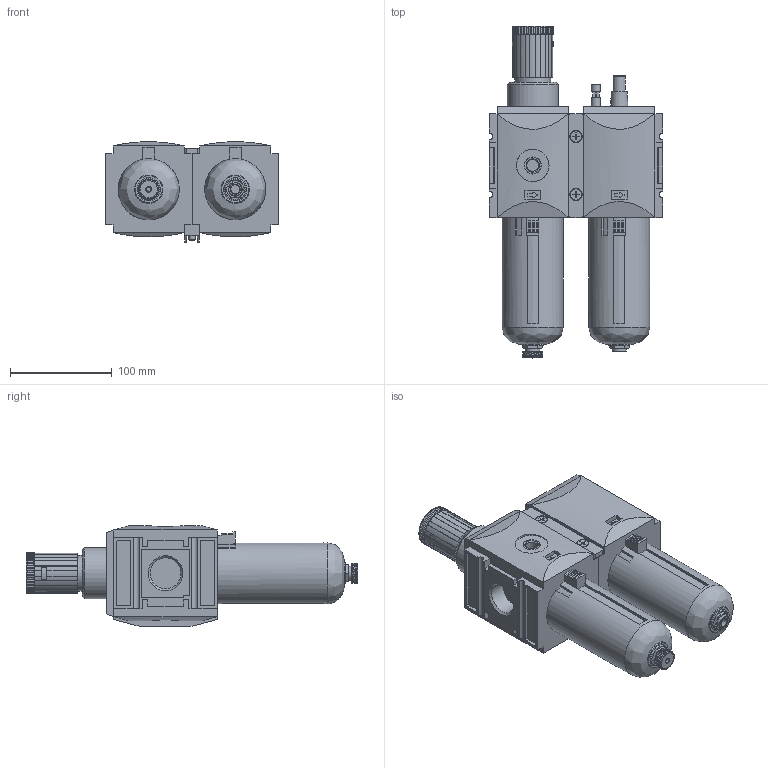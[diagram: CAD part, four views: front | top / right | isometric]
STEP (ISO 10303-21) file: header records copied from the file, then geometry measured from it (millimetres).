
FILE_DESCRIPTION( ( 'STEP AP214' ), ' ' );
FILE_NAME( '92804.GG30.stp', '2016-12-05T11:30:22', ( '' ), ( '' ), ' ', 'PARTsolutions', ' ' );
FILE_SCHEMA( ( 'AUTOMOTIVE_DESIGN { 1 0 10303 214 1 1 1 1 }' ) );
Length unit declared in the file: millimetre
Products named in the file (10): 92804.GG30; _FU 6111G 1000-1; _FU 6111-3; _FU 6111_0; _FU 6202G 1000-1; _FU 6202_0; _KP 300-1; _KP 300-3; _KP 300-2; _KP 300-4
Assembly tree (10 placements, depth 2):
  92804.GG30
    _FU 6111G 1000-1
    _FU 6111-3
    _FU 6111_0
    _FU 6202G 1000-1
    _FU 6202_0
    _KP 300-1
    _KP 300-3  x2
    _KP 300-2
    _KP 300-4
Bounding box: 170 x 326 x 98.64 mm (x, y, z)
Volume: 2300033.7 mm3; surface area: 227960.9 mm2
Topology: 10 solids, 10 shells, 1060 faces, 2758 edges, 1788 vertices
Faces by surface type: plane 613, cylinder 336, torus 62, cone 47, bspline 2
Full cylindrical faces by diameter (mm): 4 x2, 5.387 x2, 6 x2, 6.4 x2, 6.5 x4, 8 x1, 8.566 x2, 9 x2, 11.3 x2, 11.445 x1, 14 x2, 16.5 x2, 16.8 x2, 20 x1, 22 x2, 23 x2, 27 x2, 30.291 x4, 32 x2, 35 x1, 37 x2, 42 x2, 50 x1, 60 x2
Entity records: 41016 total; most frequent: CARTESIAN_POINT 7569, ORIENTED_EDGE 5188, DIRECTION 5136, EDGE_CURVE 2594, AXIS2_PLACEMENT_3D 1765, VERTEX_POINT 1732, LINE 1606, VECTOR 1606
